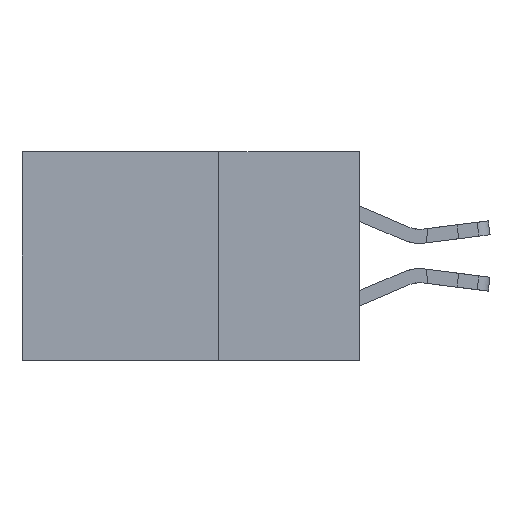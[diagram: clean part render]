
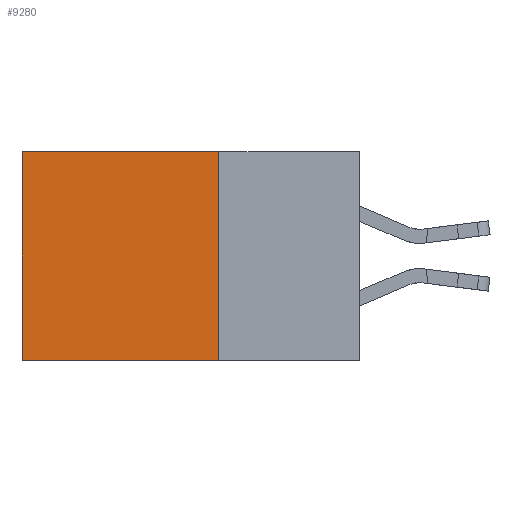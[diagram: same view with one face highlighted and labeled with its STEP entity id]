
A CAD part, left-side view. The second image highlights one B-rep face of the part: STEP entity #9280.
In plain terms, the highlighted planar face has unit normal (-1, 0, 0).
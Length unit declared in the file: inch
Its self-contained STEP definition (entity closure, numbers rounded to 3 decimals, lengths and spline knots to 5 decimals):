
#1585 = DIRECTION ( 'NONE',  ( 0., 0., -1. ) ) ;
#1662 = CARTESIAN_POINT ( 'NONE',  ( 0.2875, 0.6, 0. ) ) ;
#2305 = AXIS2_PLACEMENT_3D ( 'NONE', #14086, #17052, #1585 ) ;
#4751 = ORIENTED_EDGE ( 'NONE', *, *, #12198, .T. ) ;
#4856 = CARTESIAN_POINT ( 'NONE',  ( 0.2875, 0.6, 0. ) ) ;
#5103 = CARTESIAN_POINT ( 'NONE',  ( 0.2875, 0.25, 0. ) ) ;
#5406 = DIRECTION ( 'NONE',  ( 0., 1., 0. ) ) ;
#6243 = LINE ( 'NONE', #13793, #13506 ) ;
#7157 = LINE ( 'NONE', #4856, #17046 ) ;
#7287 = VERTEX_POINT ( 'NONE', #1662 ) ;
#7630 = CARTESIAN_POINT ( 'NONE',  ( 0.2875, 0.25, -0.37 ) ) ;
#7894 = EDGE_CURVE ( 'NONE', #13048, #18134, #16336, .T. ) ;
#8858 = VECTOR ( 'NONE', #15381, 39.37008 ) ;
#9280 = ADVANCED_FACE ( 'NONE', ( #16484 ), #9919, .F. ) ;
#9366 = LINE ( 'NONE', #15819, #14186 ) ;
#9537 = ORIENTED_EDGE ( 'NONE', *, *, #15715, .F. ) ;
#9919 = PLANE ( 'NONE',  #2305 ) ;
#11539 = ORIENTED_EDGE ( 'NONE', *, *, #7894, .F. ) ;
#11618 = DIRECTION ( 'NONE',  ( 0., 1., 0. ) ) ;
#12198 = EDGE_CURVE ( 'NONE', #13048, #7287, #9366, .T. ) ;
#12301 = EDGE_LOOP ( 'NONE', ( #15519, #9537, #11539, #4751 ) ) ;
#12821 = VERTEX_POINT ( 'NONE', #15794 ) ;
#13048 = VERTEX_POINT ( 'NONE', #5103 ) ;
#13303 = DIRECTION ( 'NONE',  ( 0., 0., -1. ) ) ;
#13506 = VECTOR ( 'NONE', #5406, 39.37008 ) ;
#13793 = CARTESIAN_POINT ( 'NONE',  ( 0.2875, 0.25, -0.37 ) ) ;
#13941 = CARTESIAN_POINT ( 'NONE',  ( 0.2875, 0.25, 0. ) ) ;
#14086 = CARTESIAN_POINT ( 'NONE',  ( 0.2875, 0.25, 0. ) ) ;
#14186 = VECTOR ( 'NONE', #11618, 39.37008 ) ;
#15381 = DIRECTION ( 'NONE',  ( 0., 0., -1. ) ) ;
#15516 = EDGE_CURVE ( 'NONE', #7287, #12821, #7157, .T. ) ;
#15519 = ORIENTED_EDGE ( 'NONE', *, *, #15516, .T. ) ;
#15715 = EDGE_CURVE ( 'NONE', #18134, #12821, #6243, .T. ) ;
#15794 = CARTESIAN_POINT ( 'NONE',  ( 0.2875, 0.6, -0.37 ) ) ;
#15819 = CARTESIAN_POINT ( 'NONE',  ( 0.2875, 0.25, 0. ) ) ;
#16336 = LINE ( 'NONE', #13941, #8858 ) ;
#16484 = FACE_OUTER_BOUND ( 'NONE', #12301, .T. ) ;
#17046 = VECTOR ( 'NONE', #13303, 39.37008 ) ;
#17052 = DIRECTION ( 'NONE',  ( 1., 0., 0. ) ) ;
#18134 = VERTEX_POINT ( 'NONE', #7630 ) ;
